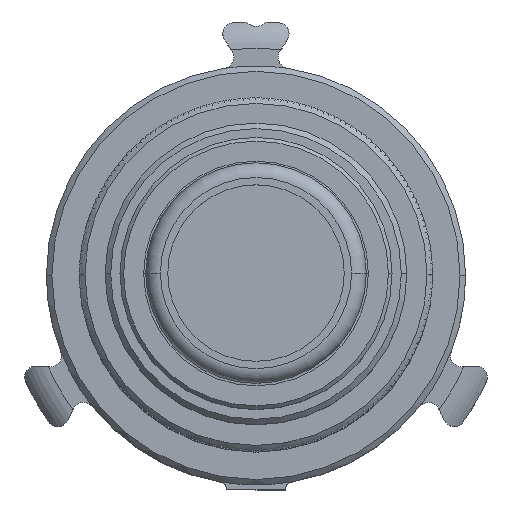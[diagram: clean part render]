
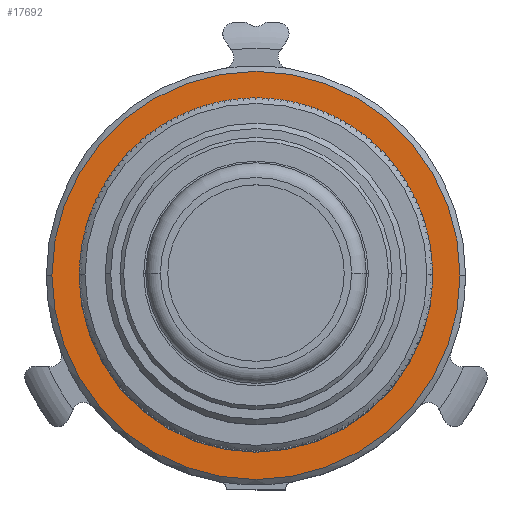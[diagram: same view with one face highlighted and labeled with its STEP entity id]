
A CAD part, top view. The second image highlights one B-rep face of the part: STEP entity #17692.
In plain terms, the highlighted planar face has unit normal (0, 0, 1).
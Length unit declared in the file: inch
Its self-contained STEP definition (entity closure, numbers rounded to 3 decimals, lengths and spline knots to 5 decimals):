
#9318 = ORIENTED_EDGE ( 'NONE', *, *, #35534, .T. ) ;
#9331 = ORIENTED_EDGE ( 'NONE', *, *, #35563, .T. ) ;
#9355 = ORIENTED_EDGE ( 'NONE', *, *, #35537, .F. ) ;
#9356 = ORIENTED_EDGE ( 'NONE', *, *, #35504, .F. ) ;
#11681 = VERTEX_POINT ( 'NONE', #20512 ) ;
#11916 = VERTEX_POINT ( 'NONE', #20725 ) ;
#11954 = VERTEX_POINT ( 'NONE', #20760 ) ;
#11957 = VERTEX_POINT ( 'NONE', #20763 ) ;
#17692 = ADVANCED_FACE ( 'NONE', ( #22098, #22100 ), #22101, .T. ) ;
#20512 = CARTESIAN_POINT ( 'NONE',  ( -1.50212, 0., 1.1875 ) ) ;
#20725 = CARTESIAN_POINT ( 'NONE',  ( -1.73438, 0., 1.1875 ) ) ;
#20760 = CARTESIAN_POINT ( 'NONE',  ( 1.50212, 0., 1.1875 ) ) ;
#20763 = CARTESIAN_POINT ( 'NONE',  ( 1.73438, 0., 1.1875 ) ) ;
#22095 = DIRECTION ( 'NONE',  ( 0., 0., 1. ) ) ;
#22097 = CARTESIAN_POINT ( 'NONE',  ( 1.90781, 1.90781, 1.1875 ) ) ;
#22098 = FACE_BOUND ( 'NONE', #27509, .T. ) ;
#22100 = FACE_OUTER_BOUND ( 'NONE', #27523, .T. ) ;
#22101 = PLANE ( 'NONE',  #22539 ) ;
#22103 = DIRECTION ( 'NONE',  ( -1., 0., 0. ) ) ;
#22539 = AXIS2_PLACEMENT_3D ( 'NONE', #22097, #22095, #22103 ) ;
#22574 = CIRCLE ( 'NONE', #22579, 1.73438 ) ;
#22579 = AXIS2_PLACEMENT_3D ( 'NONE', #25524, #25525, #25526 ) ;
#22618 = CIRCLE ( 'NONE', #22621, 1.50212 ) ;
#22621 = AXIS2_PLACEMENT_3D ( 'NONE', #25646, #25647, #25648 ) ;
#22622 = CIRCLE ( 'NONE', #22625, 1.73438 ) ;
#22625 = AXIS2_PLACEMENT_3D ( 'NONE', #25669, #25670, #25671 ) ;
#22659 = CIRCLE ( 'NONE', #22662, 1.50212 ) ;
#22662 = AXIS2_PLACEMENT_3D ( 'NONE', #25795, #25796, #25797 ) ;
#25524 = CARTESIAN_POINT ( 'NONE',  ( 0., 0., 1.1875 ) ) ;
#25525 = DIRECTION ( 'NONE',  ( 0., 0., -1. ) ) ;
#25526 = DIRECTION ( 'NONE',  ( -1., 0., 0. ) ) ;
#25646 = CARTESIAN_POINT ( 'NONE',  ( 0., 0., 1.1875 ) ) ;
#25647 = DIRECTION ( 'NONE',  ( 0., 0., -1. ) ) ;
#25648 = DIRECTION ( 'NONE',  ( 1., 0., 0. ) ) ;
#25669 = CARTESIAN_POINT ( 'NONE',  ( 0., 0., 1.1875 ) ) ;
#25670 = DIRECTION ( 'NONE',  ( 0., 0., -1. ) ) ;
#25671 = DIRECTION ( 'NONE',  ( -1., 0., 0. ) ) ;
#25795 = CARTESIAN_POINT ( 'NONE',  ( 0., 0., 1.1875 ) ) ;
#25796 = DIRECTION ( 'NONE',  ( 0., 0., -1. ) ) ;
#25797 = DIRECTION ( 'NONE',  ( 1., 0., 0. ) ) ;
#27509 = EDGE_LOOP ( 'NONE', ( #9331, #9318 ) ) ;
#27523 = EDGE_LOOP ( 'NONE', ( #9356, #9355 ) ) ;
#35504 = EDGE_CURVE ( 'NONE', #11916, #11957, #22574, .T. ) ;
#35534 = EDGE_CURVE ( 'NONE', #11681, #11954, #22618, .T. ) ;
#35537 = EDGE_CURVE ( 'NONE', #11957, #11916, #22622, .T. ) ;
#35563 = EDGE_CURVE ( 'NONE', #11954, #11681, #22659, .T. ) ;
